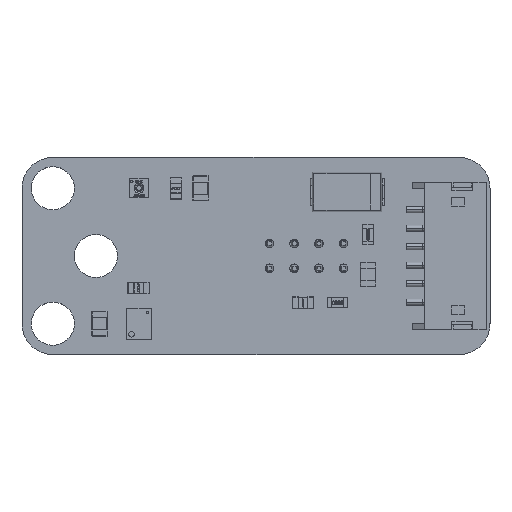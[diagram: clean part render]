
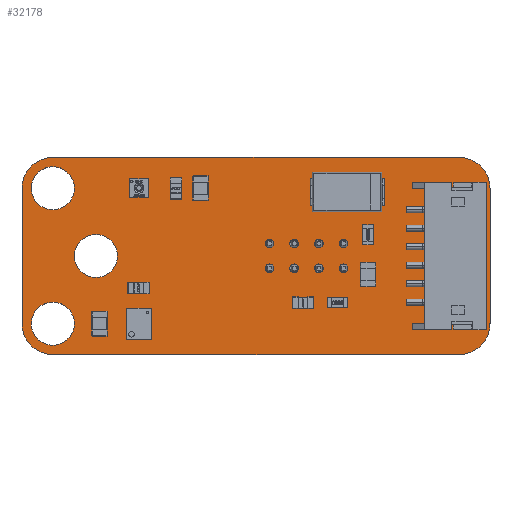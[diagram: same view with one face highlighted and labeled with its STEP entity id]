
A CAD part, top view. The second image highlights one B-rep face of the part: STEP entity #32178.
In plain terms, the highlighted planar face has unit normal (0, 0, 1).
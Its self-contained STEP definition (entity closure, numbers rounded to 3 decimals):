
#31869 = VERTEX_POINT('',#31870);
#31870 = CARTESIAN_POINT('',(193.875,-106.1,1.6));
#31876 = EDGE_CURVE('',#31869,#31877,#31879,.T.);
#31877 = VERTEX_POINT('',#31878);
#31878 = CARTESIAN_POINT('',(194.375,-106.1,1.6));
#31879 = LINE('',#31880,#31881);
#31880 = CARTESIAN_POINT('',(193.875,-106.1,1.6));
#31881 = VECTOR('',#31882,1.);
#31882 = DIRECTION('',(1.,0.,0.));
#31909 = VERTEX_POINT('',#31910);
#31910 = CARTESIAN_POINT('',(193.875,-106.1,1.6));
#31916 = EDGE_CURVE('',#31909,#31869,#31917,.T.);
#31917 = LINE('',#31918,#31919);
#31918 = CARTESIAN_POINT('',(193.875,-106.1,1.6));
#31919 = VECTOR('',#31920,1.);
#31920 = DIRECTION('',(0.,-1.,0.));
#31938 = EDGE_CURVE('',#31877,#31939,#31941,.T.);
#31939 = VERTEX_POINT('',#31940);
#31940 = CARTESIAN_POINT('',(226.375,-106.1,1.6));
#31941 = LINE('',#31942,#31943);
#31942 = CARTESIAN_POINT('',(194.375,-106.1,1.6));
#31943 = VECTOR('',#31944,1.);
#31944 = DIRECTION('',(1.,0.,0.));
#32178 = ADVANCED_FACE('',(#32179,#32266,#32277,#32288,#32299,#32310,
    #32321,#32332,#32343,#32354,#32365,#32376),#32387,.T.);
#32179 = FACE_BOUND('',#32180,.T.);
#32180 = EDGE_LOOP('',(#32181,#32182,#32183,#32192,#32200,#32209,#32217,
    #32225,#32234,#32242,#32250,#32259,#32265));
#32181 = ORIENTED_EDGE('',*,*,#31876,.F.);
#32182 = ORIENTED_EDGE('',*,*,#31916,.F.);
#32183 = ORIENTED_EDGE('',*,*,#32184,.F.);
#32184 = EDGE_CURVE('',#32185,#31909,#32187,.T.);
#32185 = VERTEX_POINT('',#32186);
#32186 = CARTESIAN_POINT('',(191.375,-108.6,1.6));
#32187 = CIRCLE('',#32188,2.5);
#32188 = AXIS2_PLACEMENT_3D('',#32189,#32190,#32191);
#32189 = CARTESIAN_POINT('',(193.875,-108.6,1.6));
#32190 = DIRECTION('',(0.,0.,-1.));
#32191 = DIRECTION('',(-1.,0.,0.));
#32192 = ORIENTED_EDGE('',*,*,#32193,.F.);
#32193 = EDGE_CURVE('',#32194,#32185,#32196,.T.);
#32194 = VERTEX_POINT('',#32195);
#32195 = CARTESIAN_POINT('',(191.375,-119.601,1.6));
#32196 = LINE('',#32197,#32198);
#32197 = CARTESIAN_POINT('',(191.375,-119.601,1.6));
#32198 = VECTOR('',#32199,1.);
#32199 = DIRECTION('',(0.,1.,0.));
#32200 = ORIENTED_EDGE('',*,*,#32201,.F.);
#32201 = EDGE_CURVE('',#32202,#32194,#32204,.T.);
#32202 = VERTEX_POINT('',#32203);
#32203 = CARTESIAN_POINT('',(193.875,-122.101,1.6));
#32204 = CIRCLE('',#32205,2.5);
#32205 = AXIS2_PLACEMENT_3D('',#32206,#32207,#32208);
#32206 = CARTESIAN_POINT('',(193.875,-119.601,1.6));
#32207 = DIRECTION('',(0.,0.,-1.));
#32208 = DIRECTION('',(0.,-1.,-0.));
#32209 = ORIENTED_EDGE('',*,*,#32210,.F.);
#32210 = EDGE_CURVE('',#32211,#32202,#32213,.T.);
#32211 = VERTEX_POINT('',#32212);
#32212 = CARTESIAN_POINT('',(193.875,-122.1,1.6));
#32213 = LINE('',#32214,#32215);
#32214 = CARTESIAN_POINT('',(193.875,-122.1,1.6));
#32215 = VECTOR('',#32216,1.);
#32216 = DIRECTION('',(0.001,-1.,0.));
#32217 = ORIENTED_EDGE('',*,*,#32218,.F.);
#32218 = EDGE_CURVE('',#32219,#32211,#32221,.T.);
#32219 = VERTEX_POINT('',#32220);
#32220 = CARTESIAN_POINT('',(226.875,-122.1,1.6));
#32221 = LINE('',#32222,#32223);
#32222 = CARTESIAN_POINT('',(226.875,-122.1,1.6));
#32223 = VECTOR('',#32224,1.);
#32224 = DIRECTION('',(-1.,0.,0.));
#32225 = ORIENTED_EDGE('',*,*,#32226,.F.);
#32226 = EDGE_CURVE('',#32227,#32219,#32229,.T.);
#32227 = VERTEX_POINT('',#32228);
#32228 = CARTESIAN_POINT('',(229.375,-119.6,1.6));
#32229 = CIRCLE('',#32230,2.5);
#32230 = AXIS2_PLACEMENT_3D('',#32231,#32232,#32233);
#32231 = CARTESIAN_POINT('',(226.875,-119.6,1.6));
#32232 = DIRECTION('',(0.,0.,-1.));
#32233 = DIRECTION('',(1.,0.,0.));
#32234 = ORIENTED_EDGE('',*,*,#32235,.F.);
#32235 = EDGE_CURVE('',#32236,#32227,#32238,.T.);
#32236 = VERTEX_POINT('',#32237);
#32237 = CARTESIAN_POINT('',(229.375,-119.6,1.6));
#32238 = LINE('',#32239,#32240);
#32239 = CARTESIAN_POINT('',(229.375,-119.6,1.6));
#32240 = VECTOR('',#32241,1.);
#32241 = DIRECTION('',(-1.,0.01,0.));
#32242 = ORIENTED_EDGE('',*,*,#32243,.F.);
#32243 = EDGE_CURVE('',#32244,#32236,#32246,.T.);
#32244 = VERTEX_POINT('',#32245);
#32245 = CARTESIAN_POINT('',(229.375,-108.6,1.6));
#32246 = LINE('',#32247,#32248);
#32247 = CARTESIAN_POINT('',(229.375,-108.6,1.6));
#32248 = VECTOR('',#32249,1.);
#32249 = DIRECTION('',(0.,-1.,0.));
#32250 = ORIENTED_EDGE('',*,*,#32251,.F.);
#32251 = EDGE_CURVE('',#32252,#32244,#32254,.T.);
#32252 = VERTEX_POINT('',#32253);
#32253 = CARTESIAN_POINT('',(226.875,-106.1,1.6));
#32254 = CIRCLE('',#32255,2.5);
#32255 = AXIS2_PLACEMENT_3D('',#32256,#32257,#32258);
#32256 = CARTESIAN_POINT('',(226.875,-108.6,1.6));
#32257 = DIRECTION('',(0.,0.,-1.));
#32258 = DIRECTION('',(0.,1.,0.));
#32259 = ORIENTED_EDGE('',*,*,#32260,.F.);
#32260 = EDGE_CURVE('',#31939,#32252,#32261,.T.);
#32261 = LINE('',#32262,#32263);
#32262 = CARTESIAN_POINT('',(226.375,-106.1,1.6));
#32263 = VECTOR('',#32264,1.);
#32264 = DIRECTION('',(1.,0.,0.));
#32265 = ORIENTED_EDGE('',*,*,#31938,.F.);
#32266 = FACE_BOUND('',#32267,.T.);
#32267 = EDGE_LOOP('',(#32268));
#32268 = ORIENTED_EDGE('',*,*,#32269,.F.);
#32269 = EDGE_CURVE('',#32270,#32270,#32272,.T.);
#32270 = VERTEX_POINT('',#32271);
#32271 = CARTESIAN_POINT('',(195.625,-119.6,1.6));
#32272 = CIRCLE('',#32273,1.75);
#32273 = AXIS2_PLACEMENT_3D('',#32274,#32275,#32276);
#32274 = CARTESIAN_POINT('',(193.875,-119.6,1.6));
#32275 = DIRECTION('',(0.,0.,1.));
#32276 = DIRECTION('',(1.,0.,-0.));
#32277 = FACE_BOUND('',#32278,.T.);
#32278 = EDGE_LOOP('',(#32279));
#32279 = ORIENTED_EDGE('',*,*,#32280,.T.);
#32280 = EDGE_CURVE('',#32281,#32281,#32283,.T.);
#32281 = VERTEX_POINT('',#32282);
#32282 = CARTESIAN_POINT('',(211.475,-115.45,1.6));
#32283 = CIRCLE('',#32284,0.35);
#32284 = AXIS2_PLACEMENT_3D('',#32285,#32286,#32287);
#32285 = CARTESIAN_POINT('',(211.475,-115.1,1.6));
#32286 = DIRECTION('',(-0.,0.,-1.));
#32287 = DIRECTION('',(-0.,-1.,0.));
#32288 = FACE_BOUND('',#32289,.T.);
#32289 = EDGE_LOOP('',(#32290));
#32290 = ORIENTED_EDGE('',*,*,#32291,.T.);
#32291 = EDGE_CURVE('',#32292,#32292,#32294,.T.);
#32292 = VERTEX_POINT('',#32293);
#32293 = CARTESIAN_POINT('',(213.475,-115.45,1.6));
#32294 = CIRCLE('',#32295,0.35);
#32295 = AXIS2_PLACEMENT_3D('',#32296,#32297,#32298);
#32296 = CARTESIAN_POINT('',(213.475,-115.1,1.6));
#32297 = DIRECTION('',(-0.,0.,-1.));
#32298 = DIRECTION('',(-0.,-1.,0.));
#32299 = FACE_BOUND('',#32300,.T.);
#32300 = EDGE_LOOP('',(#32301));
#32301 = ORIENTED_EDGE('',*,*,#32302,.T.);
#32302 = EDGE_CURVE('',#32303,#32303,#32305,.T.);
#32303 = VERTEX_POINT('',#32304);
#32304 = CARTESIAN_POINT('',(215.475,-115.45,1.6));
#32305 = CIRCLE('',#32306,0.35);
#32306 = AXIS2_PLACEMENT_3D('',#32307,#32308,#32309);
#32307 = CARTESIAN_POINT('',(215.475,-115.1,1.6));
#32308 = DIRECTION('',(-0.,0.,-1.));
#32309 = DIRECTION('',(-0.,-1.,0.));
#32310 = FACE_BOUND('',#32311,.T.);
#32311 = EDGE_LOOP('',(#32312));
#32312 = ORIENTED_EDGE('',*,*,#32313,.T.);
#32313 = EDGE_CURVE('',#32314,#32314,#32316,.T.);
#32314 = VERTEX_POINT('',#32315);
#32315 = CARTESIAN_POINT('',(217.475,-115.45,1.6));
#32316 = CIRCLE('',#32317,0.35);
#32317 = AXIS2_PLACEMENT_3D('',#32318,#32319,#32320);
#32318 = CARTESIAN_POINT('',(217.475,-115.1,1.6));
#32319 = DIRECTION('',(-0.,0.,-1.));
#32320 = DIRECTION('',(-0.,-1.,0.));
#32321 = FACE_BOUND('',#32322,.T.);
#32322 = EDGE_LOOP('',(#32323));
#32323 = ORIENTED_EDGE('',*,*,#32324,.F.);
#32324 = EDGE_CURVE('',#32325,#32325,#32327,.T.);
#32325 = VERTEX_POINT('',#32326);
#32326 = CARTESIAN_POINT('',(199.125,-114.1,1.6));
#32327 = CIRCLE('',#32328,1.75);
#32328 = AXIS2_PLACEMENT_3D('',#32329,#32330,#32331);
#32329 = CARTESIAN_POINT('',(197.375,-114.1,1.6));
#32330 = DIRECTION('',(0.,0.,1.));
#32331 = DIRECTION('',(1.,0.,-0.));
#32332 = FACE_BOUND('',#32333,.T.);
#32333 = EDGE_LOOP('',(#32334));
#32334 = ORIENTED_EDGE('',*,*,#32335,.F.);
#32335 = EDGE_CURVE('',#32336,#32336,#32338,.T.);
#32336 = VERTEX_POINT('',#32337);
#32337 = CARTESIAN_POINT('',(195.625,-108.6,1.6));
#32338 = CIRCLE('',#32339,1.75);
#32339 = AXIS2_PLACEMENT_3D('',#32340,#32341,#32342);
#32340 = CARTESIAN_POINT('',(193.875,-108.6,1.6));
#32341 = DIRECTION('',(0.,0.,1.));
#32342 = DIRECTION('',(1.,0.,-0.));
#32343 = FACE_BOUND('',#32344,.T.);
#32344 = EDGE_LOOP('',(#32345));
#32345 = ORIENTED_EDGE('',*,*,#32346,.T.);
#32346 = EDGE_CURVE('',#32347,#32347,#32349,.T.);
#32347 = VERTEX_POINT('',#32348);
#32348 = CARTESIAN_POINT('',(211.475,-113.45,1.6));
#32349 = CIRCLE('',#32350,0.35);
#32350 = AXIS2_PLACEMENT_3D('',#32351,#32352,#32353);
#32351 = CARTESIAN_POINT('',(211.475,-113.1,1.6));
#32352 = DIRECTION('',(-0.,0.,-1.));
#32353 = DIRECTION('',(-0.,-1.,0.));
#32354 = FACE_BOUND('',#32355,.T.);
#32355 = EDGE_LOOP('',(#32356));
#32356 = ORIENTED_EDGE('',*,*,#32357,.T.);
#32357 = EDGE_CURVE('',#32358,#32358,#32360,.T.);
#32358 = VERTEX_POINT('',#32359);
#32359 = CARTESIAN_POINT('',(213.475,-113.45,1.6));
#32360 = CIRCLE('',#32361,0.35);
#32361 = AXIS2_PLACEMENT_3D('',#32362,#32363,#32364);
#32362 = CARTESIAN_POINT('',(213.475,-113.1,1.6));
#32363 = DIRECTION('',(-0.,0.,-1.));
#32364 = DIRECTION('',(-0.,-1.,0.));
#32365 = FACE_BOUND('',#32366,.T.);
#32366 = EDGE_LOOP('',(#32367));
#32367 = ORIENTED_EDGE('',*,*,#32368,.T.);
#32368 = EDGE_CURVE('',#32369,#32369,#32371,.T.);
#32369 = VERTEX_POINT('',#32370);
#32370 = CARTESIAN_POINT('',(215.475,-113.45,1.6));
#32371 = CIRCLE('',#32372,0.35);
#32372 = AXIS2_PLACEMENT_3D('',#32373,#32374,#32375);
#32373 = CARTESIAN_POINT('',(215.475,-113.1,1.6));
#32374 = DIRECTION('',(-0.,0.,-1.));
#32375 = DIRECTION('',(-0.,-1.,0.));
#32376 = FACE_BOUND('',#32377,.T.);
#32377 = EDGE_LOOP('',(#32378));
#32378 = ORIENTED_EDGE('',*,*,#32379,.T.);
#32379 = EDGE_CURVE('',#32380,#32380,#32382,.T.);
#32380 = VERTEX_POINT('',#32381);
#32381 = CARTESIAN_POINT('',(217.475,-113.45,1.6));
#32382 = CIRCLE('',#32383,0.35);
#32383 = AXIS2_PLACEMENT_3D('',#32384,#32385,#32386);
#32384 = CARTESIAN_POINT('',(217.475,-113.1,1.6));
#32385 = DIRECTION('',(-0.,0.,-1.));
#32386 = DIRECTION('',(-0.,-1.,0.));
#32387 = PLANE('',#32388);
#32388 = AXIS2_PLACEMENT_3D('',#32389,#32390,#32391);
#32389 = CARTESIAN_POINT('',(0.,0.,1.6));
#32390 = DIRECTION('',(0.,0.,1.));
#32391 = DIRECTION('',(1.,0.,-0.));
